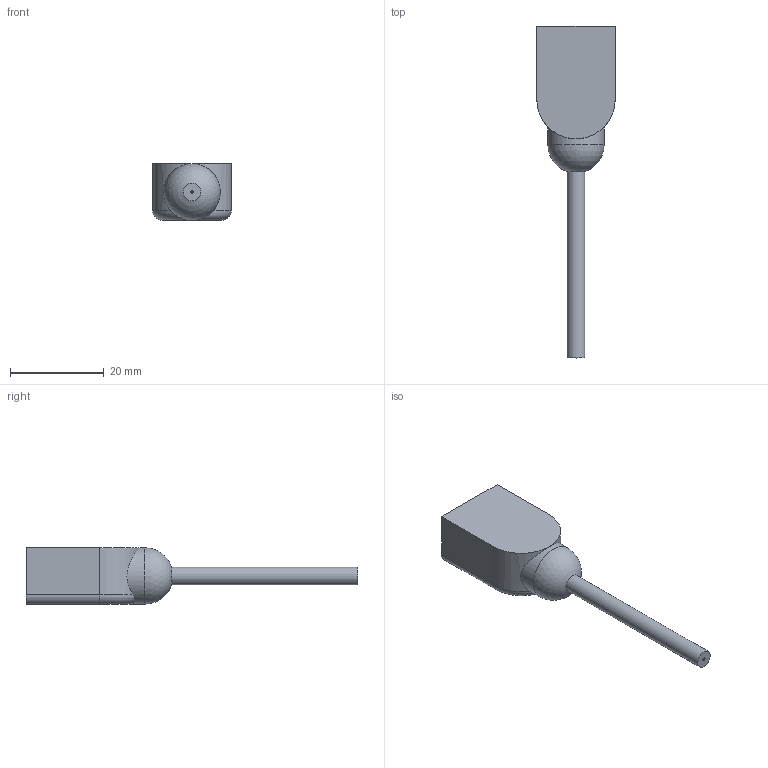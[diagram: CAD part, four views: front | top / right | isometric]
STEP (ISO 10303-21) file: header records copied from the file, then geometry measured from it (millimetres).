
FILE_DESCRIPTION(/* description */ (''),/* implementation_level */ '2;1');
FILE_NAME(/* name */ 'MCLPIL3F.stp',/* time_stamp */ '2021-02-16T09:27:29+01:00',/* author */ ('sh'),/* organization */ (''),/* preprocessor_version */ 'ST-DEVELOPER v17.2',/* originating_system */ 'Autodesk Inventor 2019',/* authorisation */ '');
FILE_SCHEMA (('AUTOMOTIVE_DESIGN { 1 0 10303 214 3 1 1 }'));
Length unit declared in the file: millimetre
Products named in the file (1): 01108030
Bounding box: 16.76 x 71 x 12.06 mm (x, y, z)
Volume: 5321.9 mm3; surface area: 2748.2 mm2
Topology: 1 solids, 1 shells, 64 faces, 168 edges, 112 vertices
Faces by surface type: plane 27, bspline 20, cylinder 13, sphere 2, torus 2
Full cylindrical faces by diameter (mm): 2.997 x3, 3.81 x1, 12.065 x1
Entity records: 3235 total; most frequent: CARTESIAN_POINT 1617, ORIENTED_EDGE 334, DIRECTION 242, EDGE_CURVE 167, VERTEX_POINT 112, LINE 86, VECTOR 86, AXIS2_PLACEMENT_3D 78
